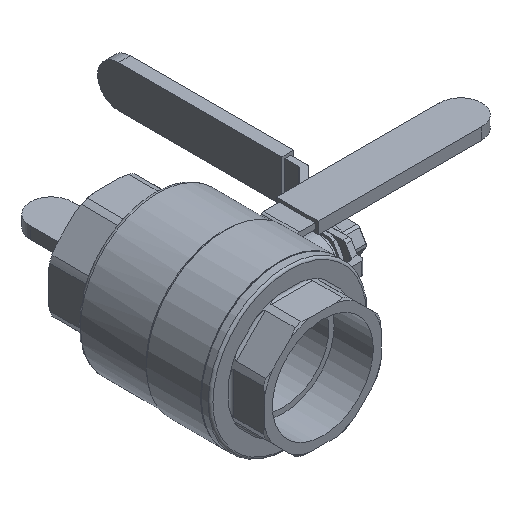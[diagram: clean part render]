
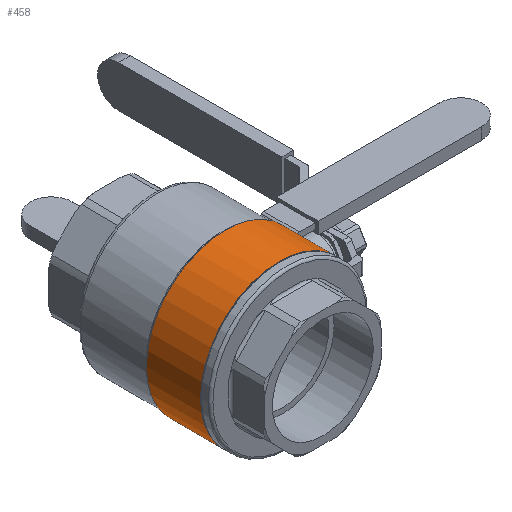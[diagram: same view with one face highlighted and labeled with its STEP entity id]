
A CAD part, isometric view. The second image highlights one B-rep face of the part: STEP entity #458.
In plain terms, the highlighted cylindrical face has radius 66.5 mm (diameter 133 mm), a full revolution.
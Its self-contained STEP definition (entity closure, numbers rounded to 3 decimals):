
#458 = ADVANCED_FACE( '', ( #1104, #1105 ), #1106, .T. );
#1104 = FACE_OUTER_BOUND( '', #2287, .T. );
#1105 = FACE_OUTER_BOUND( '', #2288, .T. );
#1106 = CYLINDRICAL_SURFACE( '', #2289, 66.5 );
#2287 = EDGE_LOOP( '', ( #3536 ) );
#2288 = EDGE_LOOP( '', ( #3537, #3538 ) );
#2289 = AXIS2_PLACEMENT_3D( '', #3539, #3540, #3541 );
#3536 = ORIENTED_EDGE( '', *, *, #5647, .T. );
#3537 = ORIENTED_EDGE( '', *, *, #5648, .F. );
#3538 = ORIENTED_EDGE( '', *, *, #5423, .T. );
#3539 = CARTESIAN_POINT( '', ( 0., -91., 0. ) );
#3540 = DIRECTION( '', ( 0., -1., 0. ) );
#3541 = DIRECTION( '', ( 0., 0., 1. ) );
#5423 = EDGE_CURVE( '', #6457, #6458, #6459, .T. );
#5647 = EDGE_CURVE( '', #6835, #6835, #6836, .T. );
#5648 = EDGE_CURVE( '', #6457, #6458, #6837, .T. );
#6457 = VERTEX_POINT( '', #8282 );
#6458 = VERTEX_POINT( '', #8283 );
#6459 = B_SPLINE_CURVE_WITH_KNOTS( '', 3, ( #8284, #8285, #8286, #8287, #8288, #8289, #8290, #8291, #8292, #8293, #8294, #8295, #8296, #8297, #8298, #8299, #8300, #8301, #8302, #8303, #8304, #8305, #8306, #8307, #8308, #8309, #8310, #8311, #8312, #8313, #8314, #8315, #8316, #8317, #8318, #8319, #8320, #8321, #8322, #8323, #8324, #8325, #8326, #8327, #8328, #8329, #8330, #8331, #8332, #8333, #8334, #8335, #8336, #8337, #8338, #8339, #8340, #8341, #8342, #8343, #8344, #8345, #8346, #8347, #8348, #8349, #8350, #8351, #8352, #8353, #8354, #8355, #8356, #8357, #8358, #8359 ), .UNSPECIFIED., .F., .F., ( 4, 1, 1, 2, 2, 2, 1, 1, 1, 1, 1, 2, 1, 1, 2, 2, 1, 1, 1, 1, 2, 2, 2, 2, 1, 1, 2, 1, 1, 1, 2, 2, 1, 2, 1, 1, 1, 2, 1, 2, 1, 1, 2, 1, 1, 1, 2, 1, 2, 1, 1, 2, 1, 4 ), ( 0., 0.001, 0.002, 0.003, 0.004, 0.004, 0.004, 0.005, 0.006, 0.007, 0.008, 0.009, 0.01, 0.01, 0.01, 0.01, 0.01, 0.011, 0.013, 0.014, 0.015, 0.016, 0.016, 0.016, 0.016, 0.017, 0.017, 0.018, 0.019, 0.02, 0.022, 0.022, 0.022, 0.023, 0.024, 0.025, 0.026, 0.027, 0.027, 0.028, 0.028, 0.028, 0.028, 0.03, 0.031, 0.032, 0.033, 0.033, 0.033, 0.033, 0.034, 0.034, 0.035, 0.036 ), .UNSPECIFIED. );
#6835 = VERTEX_POINT( '', #9212 );
#6836 = CIRCLE( '', #9213, 66.5 );
#6837 = CIRCLE( '', #9214, 66.5 );
#8282 = CARTESIAN_POINT( '', ( 64.784, -9., -15.011 ) );
#8283 = CARTESIAN_POINT( '', ( 64.784, -9., 15.011 ) );
#8284 = CARTESIAN_POINT( '', ( 64.784, -9., -15.011 ) );
#8285 = CARTESIAN_POINT( '', ( 64.829, -9.325, -14.816 ) );
#8286 = CARTESIAN_POINT( '', ( 64.922, -9.961, -14.408 ) );
#8287 = CARTESIAN_POINT( '', ( 65.067, -10.87, -13.738 ) );
#8288 = CARTESIAN_POINT( '', ( 65.166, -11.447, -13.254 ) );
#8289 = CARTESIAN_POINT( '', ( 65.242, -11.868, -12.876 ) );
#8290 = CARTESIAN_POINT( '', ( 65.267, -12.007, -12.748 ) );
#8291 = CARTESIAN_POINT( '', ( 65.298, -12.178, -12.585 ) );
#8292 = CARTESIAN_POINT( '', ( 65.305, -12.212, -12.552 ) );
#8293 = CARTESIAN_POINT( '', ( 65.317, -12.279, -12.486 ) );
#8294 = CARTESIAN_POINT( '', ( 65.336, -12.381, -12.387 ) );
#8295 = CARTESIAN_POINT( '', ( 65.405, -12.747, -12.02 ) );
#8296 = CARTESIAN_POINT( '', ( 65.518, -13.319, -11.398 ) );
#8297 = CARTESIAN_POINT( '', ( 65.664, -14.024, -10.527 ) );
#8298 = CARTESIAN_POINT( '', ( 65.804, -14.672, -9.613 ) );
#8299 = CARTESIAN_POINT( '', ( 65.892, -15.066, -8.975 ) );
#8300 = CARTESIAN_POINT( '', ( 65.957, -15.347, -8.485 ) );
#8301 = CARTESIAN_POINT( '', ( 65.988, -15.484, -8.237 ) );
#8302 = CARTESIAN_POINT( '', ( 66.021, -15.626, -7.964 ) );
#8303 = CARTESIAN_POINT( '', ( 66.034, -15.679, -7.858 ) );
#8304 = CARTESIAN_POINT( '', ( 66.039, -15.701, -7.816 ) );
#8305 = CARTESIAN_POINT( '', ( 66.042, -15.712, -7.795 ) );
#8306 = CARTESIAN_POINT( '', ( 66.049, -15.743, -7.731 ) );
#8307 = CARTESIAN_POINT( '', ( 66.094, -15.933, -7.349 ) );
#8308 = CARTESIAN_POINT( '', ( 66.173, -16.263, -6.617 ) );
#8309 = CARTESIAN_POINT( '', ( 66.27, -16.658, -5.562 ) );
#8310 = CARTESIAN_POINT( '', ( 66.352, -16.985, -4.485 ) );
#8311 = CARTESIAN_POINT( '', ( 66.395, -17.156, -3.752 ) );
#8312 = CARTESIAN_POINT( '', ( 66.433, -17.303, -3.012 ) );
#8313 = CARTESIAN_POINT( '', ( 66.449, -17.365, -2.638 ) );
#8314 = CARTESIAN_POINT( '', ( 66.463, -17.421, -2.213 ) );
#8315 = CARTESIAN_POINT( '', ( 66.465, -17.427, -2.166 ) );
#8316 = CARTESIAN_POINT( '', ( 66.467, -17.436, -2.095 ) );
#8317 = CARTESIAN_POINT( '', ( 66.468, -17.439, -2.071 ) );
#8318 = CARTESIAN_POINT( '', ( 66.469, -17.445, -2.024 ) );
#8319 = CARTESIAN_POINT( '', ( 66.473, -17.459, -1.905 ) );
#8320 = CARTESIAN_POINT( '', ( 66.481, -17.491, -1.597 ) );
#8321 = CARTESIAN_POINT( '', ( 66.487, -17.515, -1.314 ) );
#8322 = CARTESIAN_POINT( '', ( 66.497, -17.552, -0.746 ) );
#8323 = CARTESIAN_POINT( '', ( 66.503, -17.576, 0.008 ) );
#8324 = CARTESIAN_POINT( '', ( 66.493, -17.538, 1.137 ) );
#8325 = CARTESIAN_POINT( '', ( 66.465, -17.427, 2.262 ) );
#8326 = CARTESIAN_POINT( '', ( 66.433, -17.304, 3.01 ) );
#8327 = CARTESIAN_POINT( '', ( 66.409, -17.211, 3.476 ) );
#8328 = CARTESIAN_POINT( '', ( 66.404, -17.191, 3.57 ) );
#8329 = CARTESIAN_POINT( '', ( 66.394, -17.151, 3.756 ) );
#8330 = CARTESIAN_POINT( '', ( 66.378, -17.088, 4.035 ) );
#8331 = CARTESIAN_POINT( '', ( 66.36, -17.019, 4.311 ) );
#8332 = CARTESIAN_POINT( '', ( 66.323, -16.872, 4.859 ) );
#8333 = CARTESIAN_POINT( '', ( 66.268, -16.652, 5.581 ) );
#8334 = CARTESIAN_POINT( '', ( 66.171, -16.255, 6.635 ) );
#8335 = CARTESIAN_POINT( '', ( 66.06, -15.791, 7.661 ) );
#8336 = CARTESIAN_POINT( '', ( 65.977, -15.437, 8.327 ) );
#8337 = CARTESIAN_POINT( '', ( 65.929, -15.225, 8.697 ) );
#8338 = CARTESIAN_POINT( '', ( 65.921, -15.19, 8.758 ) );
#8339 = CARTESIAN_POINT( '', ( 65.913, -15.153, 8.819 ) );
#8340 = CARTESIAN_POINT( '', ( 65.907, -15.129, 8.86 ) );
#8341 = CARTESIAN_POINT( '', ( 65.893, -15.069, 8.962 ) );
#8342 = CARTESIAN_POINT( '', ( 65.857, -14.909, 9.225 ) );
#8343 = CARTESIAN_POINT( '', ( 65.823, -14.757, 9.463 ) );
#8344 = CARTESIAN_POINT( '', ( 65.755, -14.444, 9.934 ) );
#8345 = CARTESIAN_POINT( '', ( 65.661, -14.01, 10.545 ) );
#8346 = CARTESIAN_POINT( '', ( 65.515, -13.303, 11.416 ) );
#8347 = CARTESIAN_POINT( '', ( 65.365, -12.542, 12.241 ) );
#8348 = CARTESIAN_POINT( '', ( 65.265, -11.999, 12.759 ) );
#8349 = CARTESIAN_POINT( '', ( 65.202, -11.648, 13.074 ) );
#8350 = CARTESIAN_POINT( '', ( 65.187, -11.559, 13.152 ) );
#8351 = CARTESIAN_POINT( '', ( 65.171, -11.469, 13.229 ) );
#8352 = CARTESIAN_POINT( '', ( 65.165, -11.434, 13.26 ) );
#8353 = CARTESIAN_POINT( '', ( 65.155, -11.38, 13.306 ) );
#8354 = CARTESIAN_POINT( '', ( 65.121, -11.181, 13.474 ) );
#8355 = CARTESIAN_POINT( '', ( 65.09, -10.998, 13.622 ) );
#8356 = CARTESIAN_POINT( '', ( 65.016, -10.554, 13.971 ) );
#8357 = CARTESIAN_POINT( '', ( 64.92, -9.95, 14.415 ) );
#8358 = CARTESIAN_POINT( '', ( 64.828, -9.321, 14.819 ) );
#8359 = CARTESIAN_POINT( '', ( 64.784, -9., 15.011 ) );
#9212 = CARTESIAN_POINT( '', ( -66.5, -54.5, 0. ) );
#9213 = AXIS2_PLACEMENT_3D( '', #11040, #11041, #11042 );
#9214 = AXIS2_PLACEMENT_3D( '', #11043, #11044, #11045 );
#11040 = CARTESIAN_POINT( '', ( 0., -54.5, 0. ) );
#11041 = DIRECTION( '', ( 0., 1., 0. ) );
#11042 = DIRECTION( '', ( -1., 0., 0. ) );
#11043 = CARTESIAN_POINT( '', ( 0., -9., 0. ) );
#11044 = DIRECTION( '', ( 0., 1., 0. ) );
#11045 = DIRECTION( '', ( 0., 0., -1. ) );
